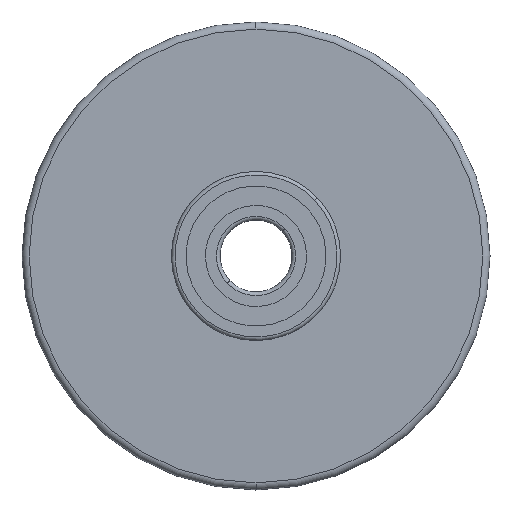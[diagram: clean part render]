
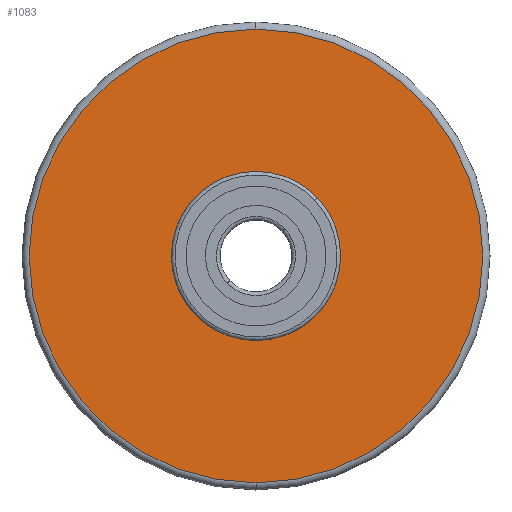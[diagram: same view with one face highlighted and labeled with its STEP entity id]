
A CAD part, left-side view. The second image highlights one B-rep face of the part: STEP entity #1083.
In plain terms, the highlighted planar face has unit normal (-1, 0, 0).
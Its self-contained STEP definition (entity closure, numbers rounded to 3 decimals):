
#32 = EDGE_LOOP ( 'NONE', ( #1327, #1383 ) ) ;
#53 = VERTEX_POINT ( 'NONE', #1448 ) ;
#104 = DIRECTION ( 'NONE',  ( 1., 0., 0. ) ) ;
#117 = DIRECTION ( 'NONE',  ( 0., 0., -1. ) ) ;
#151 = CARTESIAN_POINT ( 'NONE',  ( -30., 0., 0. ) ) ;
#251 = CARTESIAN_POINT ( 'NONE',  ( -30., 0., -63. ) ) ;
#295 = DIRECTION ( 'NONE',  ( 0., 0., -1. ) ) ;
#366 = DIRECTION ( 'NONE',  ( -1., 0., 0. ) ) ;
#375 = EDGE_CURVE ( 'NONE', #527, #1144, #1801, .T. ) ;
#392 = VERTEX_POINT ( 'NONE', #1200 ) ;
#527 = VERTEX_POINT ( 'NONE', #747 ) ;
#574 = CIRCLE ( 'NONE', #988, 63. ) ;
#650 = EDGE_LOOP ( 'NONE', ( #864, #1235 ) ) ;
#747 = CARTESIAN_POINT ( 'NONE',  ( -30., 0., 63. ) ) ;
#810 = CARTESIAN_POINT ( 'NONE',  ( -30., 0., 0. ) ) ;
#812 = CARTESIAN_POINT ( 'NONE',  ( -30., 0., 0. ) ) ;
#864 = ORIENTED_EDGE ( 'NONE', *, *, #1674, .T. ) ;
#967 = DIRECTION ( 'NONE',  ( 0., 0., -1. ) ) ;
#977 = AXIS2_PLACEMENT_3D ( 'NONE', #151, #1273, #295 ) ;
#988 = AXIS2_PLACEMENT_3D ( 'NONE', #1979, #1081, #117 ) ;
#1014 = AXIS2_PLACEMENT_3D ( 'NONE', #812, #104, #1226 ) ;
#1081 = DIRECTION ( 'NONE',  ( -1., 0., 0. ) ) ;
#1083 = ADVANCED_FACE ( 'NONE', ( #1370, #1293 ), #1271, .F. ) ;
#1126 = CIRCLE ( 'NONE', #977, 23.5 ) ;
#1144 = VERTEX_POINT ( 'NONE', #251 ) ;
#1171 = CIRCLE ( 'NONE', #1014, 23.5 ) ;
#1200 = CARTESIAN_POINT ( 'NONE',  ( -30., 0., 23.5 ) ) ;
#1226 = DIRECTION ( 'NONE',  ( 0., 0., -1. ) ) ;
#1235 = ORIENTED_EDGE ( 'NONE', *, *, #375, .T. ) ;
#1271 = PLANE ( 'NONE',  #1311 ) ;
#1273 = DIRECTION ( 'NONE',  ( 1., 0., 0. ) ) ;
#1293 = FACE_OUTER_BOUND ( 'NONE', #650, .T. ) ;
#1311 = AXIS2_PLACEMENT_3D ( 'NONE', #810, #1863, #967 ) ;
#1327 = ORIENTED_EDGE ( 'NONE', *, *, #1579, .T. ) ;
#1337 = CARTESIAN_POINT ( 'NONE',  ( -30., 0., 0. ) ) ;
#1370 = FACE_BOUND ( 'NONE', #32, .T. ) ;
#1383 = ORIENTED_EDGE ( 'NONE', *, *, #1697, .T. ) ;
#1448 = CARTESIAN_POINT ( 'NONE',  ( -30., 0., -23.5 ) ) ;
#1484 = DIRECTION ( 'NONE',  ( 0., 0., -1. ) ) ;
#1579 = EDGE_CURVE ( 'NONE', #53, #392, #1171, .T. ) ;
#1674 = EDGE_CURVE ( 'NONE', #1144, #527, #574, .T. ) ;
#1697 = EDGE_CURVE ( 'NONE', #392, #53, #1126, .T. ) ;
#1719 = AXIS2_PLACEMENT_3D ( 'NONE', #1337, #366, #1484 ) ;
#1801 = CIRCLE ( 'NONE', #1719, 63. ) ;
#1863 = DIRECTION ( 'NONE',  ( 1., 0., 0. ) ) ;
#1979 = CARTESIAN_POINT ( 'NONE',  ( -30., 0., 0. ) ) ;
